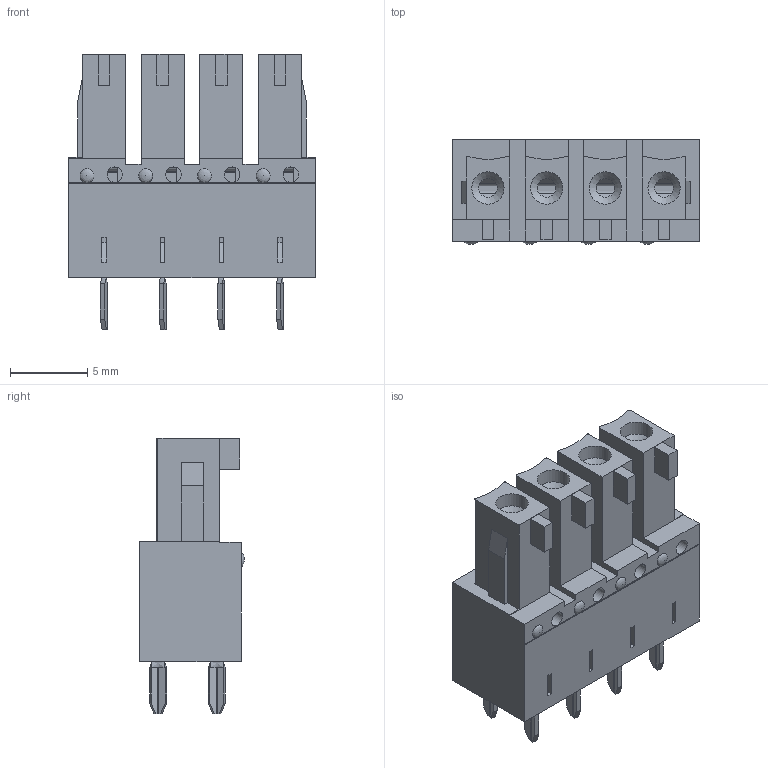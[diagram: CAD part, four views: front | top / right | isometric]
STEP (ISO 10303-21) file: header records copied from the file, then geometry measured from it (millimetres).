
FILE_DESCRIPTION( ( 'Unknown' ), '1' );
FILE_NAME( '691307300004.stp', 'Unknown', ( 'Unknown' ), ( 'Unknown' ), 'PSStep 18.0.17', 'Unknown', ' ' );
FILE_SCHEMA( ( 'AUTOMOTIVE_DESIGN { 1 0 10303 214 1 1 1 1 }' ) );
Length unit declared in the file: millimetre
Products named in the file (3): Assem1; 6913073000xx_Pin; 691307300004
Assembly tree (5 placements, depth 2):
  Assem1
    6913073000xx_Pin  x4
    691307300004
Bounding box: 16.03 x 6.8 x 17.9 mm (x, y, z)
Volume: 674 mm3; surface area: 2289.4 mm2
Topology: 5 solids, 5 shells, 718 faces, 1992 edges, 1280 vertices
Faces by surface type: plane 556, cylinder 122, bspline 32, revolution 4, cone 4
Full cylindrical faces by diameter (mm): 1 x4, 1.2 x4, 2.1 x4
Entity records: 16511 total; most frequent: CARTESIAN_POINT 2560, ORIENTED_EDGE 2278, DIRECTION 2045, EDGE_CURVE 1139, LINE 1003, VECTOR 1003, VERTEX_POINT 754, AXIS2_PLACEMENT_3D 519
